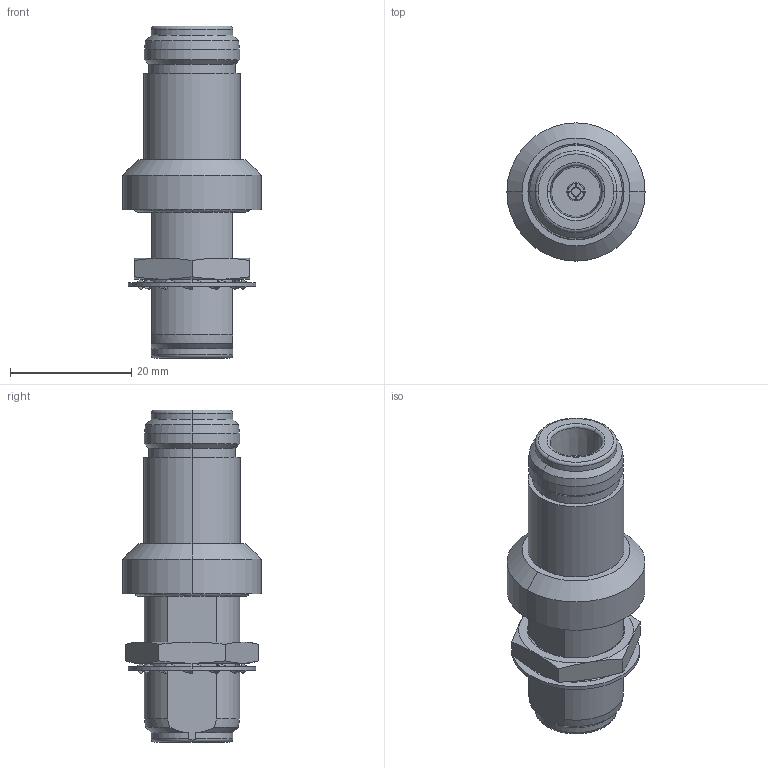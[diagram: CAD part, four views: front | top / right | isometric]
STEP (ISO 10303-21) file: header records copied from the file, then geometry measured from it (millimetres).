
FILE_DESCRIPTION (( 'STEP AP214' ), '1' );
FILE_NAME ('J01028A0048.STEP', '2012-05-22T09:49:21', ( 'markiewicz' ), ( '' ), 'SwSTEP 2.0', 'SolidWorks 2012', '' );
FILE_SCHEMA (( 'AUTOMOTIVE_DESIGN' ));
Length unit declared in the file: millimetre
Products named in the file (1): J01028A0048
Bounding box: 22.8 x 22.8 x 54.8 mm (x, y, z)
Volume: 11281.6 mm3; surface area: 5149.6 mm2
Topology: 1 solids, 1 shells, 226 faces, 602 edges, 382 vertices
Faces by surface type: plane 78, cone 50, cylinder 50, bspline 40, torus 8
Entity records: 10366 total; most frequent: CARTESIAN_POINT 2659, ORIENTED_EDGE 1204, DIRECTION 930, EDGE_CURVE 602, VERTEX_POINT 382, AXIS2_PLACEMENT_3D 345, EDGE_LOOP 258, VECTOR 240
